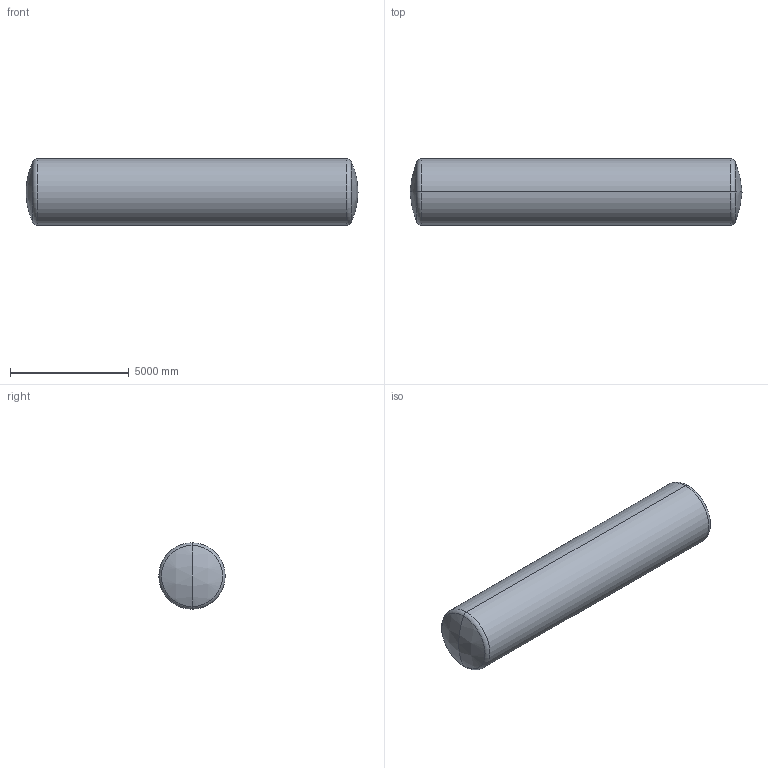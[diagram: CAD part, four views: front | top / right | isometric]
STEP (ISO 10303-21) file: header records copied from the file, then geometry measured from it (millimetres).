
FILE_DESCRIPTION (( 'STEP AP214' ), '1' );
FILE_NAME ('TankWagon_cargo_LessDetailed.STEP', '2024-03-19T13:56:00', ( '' ), ( '' ), 'SwSTEP 2.0', 'SolidWorks 2022', '' );
FILE_SCHEMA (( 'AUTOMOTIVE_DESIGN' ));
Length unit declared in the file: metre
Products named in the file (1): TankWagon_cargo_LessDetailed
Bounding box: 14000 x 2800 x 2800 mm (x, y, z)
Surface area: 129647390 mm2 (no closed solid volume)
Topology: 0 solids, 1 shells, 10 faces, 18 edges, 10 vertices
Faces by surface type: sphere 4, torus 4, cylinder 2
Entity records: 273 total; most frequent: DIRECTION 56, CARTESIAN_POINT 39, ORIENTED_EDGE 36, AXIS2_PLACEMENT_3D 27, EDGE_CURVE 18, CIRCLE 16, VERTEX_POINT 10, ADVANCED_FACE 10
